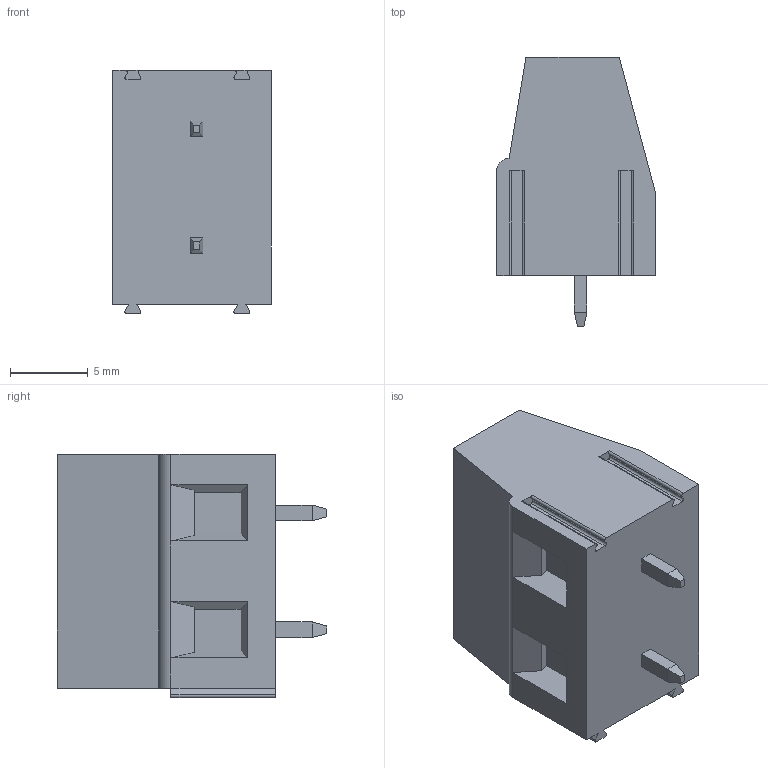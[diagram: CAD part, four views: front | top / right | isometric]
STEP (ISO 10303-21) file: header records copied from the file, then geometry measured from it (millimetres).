
FILE_DESCRIPTION((''),'2;1');
FILE_NAME('PRT0053','2024-12-06T',('yanfa'),(''),'PRO/ENGINEER BY PARAMETRIC TECHNOLOGY CORPORATION, 2009280','PRO/ENGINEER BY PARAMETRIC TECHNOLOGY CORPORATION, 2009280','');
FILE_SCHEMA(('AUTOMOTIVE_DESIGN_CC2 { 1 2 10303 214 -1 1 5 2 }'));
Length unit declared in the file: millimetre
Products named in the file (1): PRT0053
Bounding box: 10.2 x 17.3 x 15.6 mm (x, y, z)
Volume: 1784.9 mm3; surface area: 1091.7 mm2
Topology: 1 solids, 1 shells, 125 faces, 329 edges, 210 vertices
Faces by surface type: plane 84, cylinder 29, cone 8, torus 4
Entity records: 3899 total; most frequent: CARTESIAN_POINT 728, ORIENTED_EDGE 658, DIRECTION 641, EDGE_CURVE 329, VECTOR 251, LINE 251, VERTEX_POINT 210, AXIS2_PLACEMENT_3D 195
